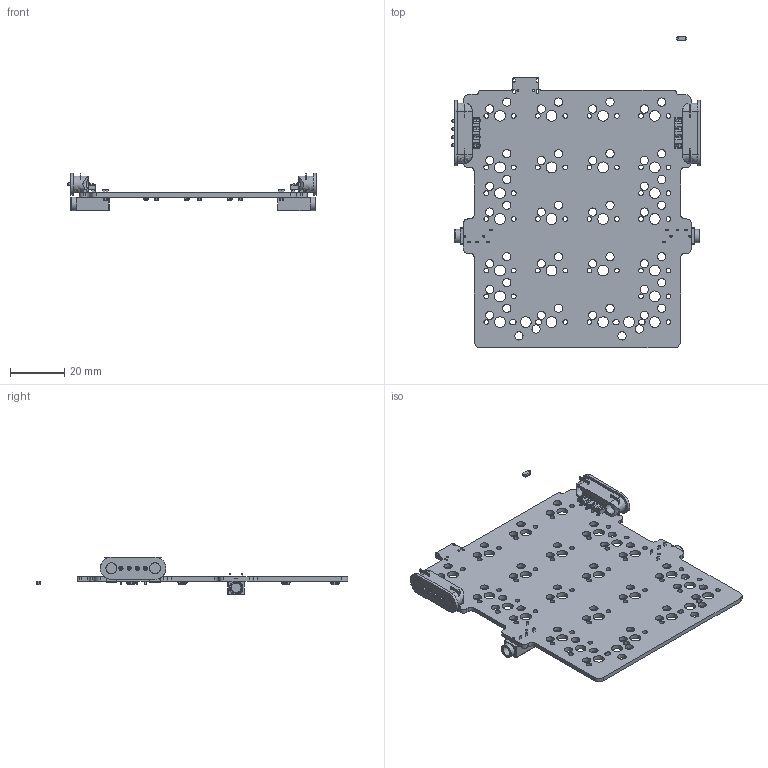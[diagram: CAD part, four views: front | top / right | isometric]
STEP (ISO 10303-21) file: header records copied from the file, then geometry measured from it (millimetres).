
FILE_DESCRIPTION(('KiCad electronic assembly'),'2;1');
FILE_NAME('Container65-3.step','2022-10-02T01:21:16',('Pcbnew'),('Kicad' ),'Open CASCADE STEP processor 7.6','KiCad to STEP converter', 'Unknown');
FILE_SCHEMA(('AUTOMOTIVE_DESIGN { 1 0 10303 214 1 1 1 1 }'));
Length unit declared in the file: millimetre
Products named in the file (10): Container65-3 1; PogoMale; COMPOUND; PogoFemale; PJ-320A; D_SOD-123; SOLID; Container65 PCB
Assembly tree (30 placements, depth 3):
  Container65-3 1
    PogoMale
      COMPOUND
    PogoFemale
      COMPOUND
    PJ-320A  x2
      COMPOUND
    D_SOD-123  x21
      SOLID
    Container65 PCB
Bounding box: 91.62 x 115.19 x 13.8 mm (x, y, z)
Volume: 13232.2 mm3; surface area: 20387.6 mm2
Topology: 50 solids, 50 shells, 2037 faces, 4890 edges, 2984 vertices
Faces by surface type: bspline 1809, cylinder 188, plane 40
Full cylindrical faces by diameter (mm): 0.75 x2, 0.8 x4, 1.02 x8, 1.75 x44, 3.05 x52, 4 x26
Entity records: 44609 total; most frequent: CARTESIAN_POINT 18605, ORIENTED_EDGE 3188, PCURVE 3188, DEFINITIONAL_REPRESENTATION 3188, DIRECTION 2536, B_SPLINE_CURVE_WITH_KNOTS 2211, EDGE_CURVE 1594, SURFACE_CURVE 1394
